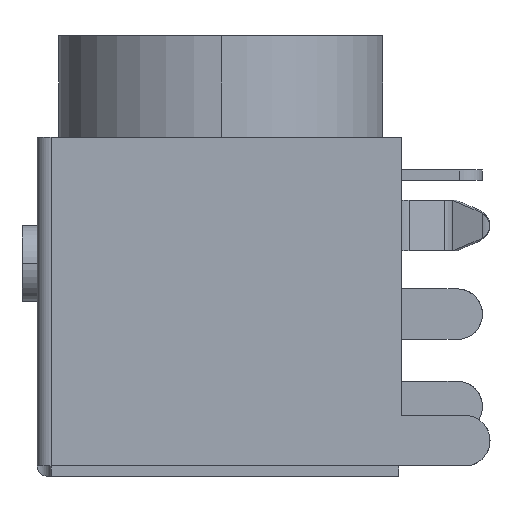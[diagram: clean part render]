
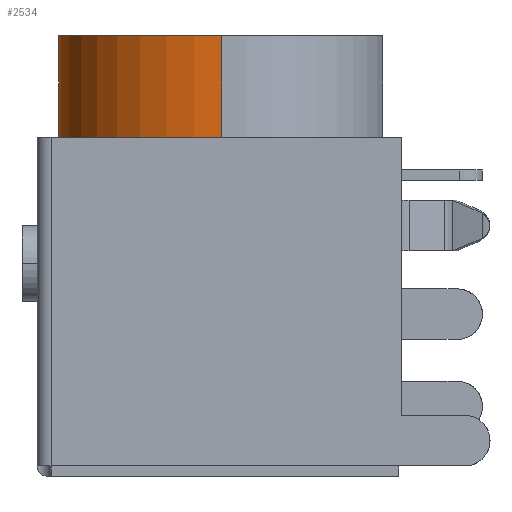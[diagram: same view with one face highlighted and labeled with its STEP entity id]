
A CAD part, left-side view. The second image highlights one B-rep face of the part: STEP entity #2534.
In plain terms, the highlighted face is a revolution surface.
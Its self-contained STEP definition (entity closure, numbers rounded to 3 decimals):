
#2534 = ADVANCED_FACE('',(#2535),#2549,.T.);
#2535 = FACE_BOUND('',#2536,.T.);
#2536 = EDGE_LOOP('',(#2537,#2562,#2578,#2593));
#2537 = ORIENTED_EDGE('',*,*,#2538,.F.);
#2538 = EDGE_CURVE('',#2539,#2541,#2543,.T.);
#2539 = VERTEX_POINT('',#2540);
#2540 = CARTESIAN_POINT('',(1.05,7.1,0.));
#2541 = VERTEX_POINT('',#2542);
#2542 = CARTESIAN_POINT('',(1.05,7.1,4.));
#2543 = SURFACE_CURVE('',#2544,(#2548),.PCURVE_S1.);
#2544 = LINE('',#2545,#2546);
#2545 = CARTESIAN_POINT('',(1.05,7.1,0.));
#2546 = VECTOR('',#2547,1.);
#2547 = DIRECTION('',(0.,0.,1.));
#2548 = PCURVE('',#2549,#2557);
#2549 = SURFACE_OF_REVOLUTION('',#2550,#2554);
#2550 = LINE('',#2551,#2552);
#2551 = CARTESIAN_POINT('',(1.05,7.1,4.));
#2552 = VECTOR('',#2553,1.);
#2553 = DIRECTION('',(0.,0.,-1.));
#2554 = AXIS1_PLACEMENT('',#2555,#2556);
#2555 = CARTESIAN_POINT('',(7.5,7.1,4.));
#2556 = DIRECTION('',(0.,0.,1.));
#2557 = DEFINITIONAL_REPRESENTATION('',(#2558),#2561);
#2558 = B_SPLINE_CURVE_WITH_KNOTS('',1,(#2559,#2560),.UNSPECIFIED.,.F.,
  .F.,(2,2),(0.,4.),.PIECEWISE_BEZIER_KNOTS.);
#2559 = CARTESIAN_POINT('',(6.283,4.));
#2560 = CARTESIAN_POINT('',(6.283,0.));
#2561 = ( GEOMETRIC_REPRESENTATION_CONTEXT(2) 
PARAMETRIC_REPRESENTATION_CONTEXT() REPRESENTATION_CONTEXT('2D SPACE',''
  ) );
#2562 = ORIENTED_EDGE('',*,*,#2563,.F.);
#2563 = EDGE_CURVE('',#2564,#2539,#2566,.T.);
#2564 = VERTEX_POINT('',#2565);
#2565 = CARTESIAN_POINT('',(13.95,7.1,0.));
#2566 = SURFACE_CURVE('',#2567,(#2572),.PCURVE_S1.);
#2567 = CIRCLE('',#2568,6.45);
#2568 = AXIS2_PLACEMENT_3D('',#2569,#2570,#2571);
#2569 = CARTESIAN_POINT('',(7.5,7.1,0.));
#2570 = DIRECTION('',(0.,0.,1.));
#2571 = DIRECTION('',(1.,0.,-0.));
#2572 = PCURVE('',#2549,#2573);
#2573 = DEFINITIONAL_REPRESENTATION('',(#2574),#2577);
#2574 = B_SPLINE_CURVE_WITH_KNOTS('',1,(#2575,#2576),.UNSPECIFIED.,.F.,
  .F.,(2,2),(0.,3.142),.PIECEWISE_BEZIER_KNOTS.);
#2575 = CARTESIAN_POINT('',(3.142,4.));
#2576 = CARTESIAN_POINT('',(6.283,4.));
#2577 = ( GEOMETRIC_REPRESENTATION_CONTEXT(2) 
PARAMETRIC_REPRESENTATION_CONTEXT() REPRESENTATION_CONTEXT('2D SPACE',''
  ) );
#2578 = ORIENTED_EDGE('',*,*,#2579,.F.);
#2579 = EDGE_CURVE('',#2580,#2564,#2582,.T.);
#2580 = VERTEX_POINT('',#2581);
#2581 = CARTESIAN_POINT('',(13.95,7.1,4.));
#2582 = SURFACE_CURVE('',#2583,(#2587),.PCURVE_S1.);
#2583 = LINE('',#2584,#2585);
#2584 = CARTESIAN_POINT('',(13.95,7.1,4.));
#2585 = VECTOR('',#2586,1.);
#2586 = DIRECTION('',(0.,0.,-1.));
#2587 = PCURVE('',#2549,#2588);
#2588 = DEFINITIONAL_REPRESENTATION('',(#2589),#2592);
#2589 = B_SPLINE_CURVE_WITH_KNOTS('',1,(#2590,#2591),.UNSPECIFIED.,.F.,
  .F.,(2,2),(0.,4.),.PIECEWISE_BEZIER_KNOTS.);
#2590 = CARTESIAN_POINT('',(3.142,0.));
#2591 = CARTESIAN_POINT('',(3.142,4.));
#2592 = ( GEOMETRIC_REPRESENTATION_CONTEXT(2) 
PARAMETRIC_REPRESENTATION_CONTEXT() REPRESENTATION_CONTEXT('2D SPACE',''
  ) );
#2593 = ORIENTED_EDGE('',*,*,#2594,.F.);
#2594 = EDGE_CURVE('',#2541,#2580,#2595,.T.);
#2595 = SURFACE_CURVE('',#2596,(#2601),.PCURVE_S1.);
#2596 = CIRCLE('',#2597,6.45);
#2597 = AXIS2_PLACEMENT_3D('',#2598,#2599,#2600);
#2598 = CARTESIAN_POINT('',(7.5,7.1,4.));
#2599 = DIRECTION('',(0.,0.,-1.));
#2600 = DIRECTION('',(-1.,0.,0.));
#2601 = PCURVE('',#2549,#2602);
#2602 = DEFINITIONAL_REPRESENTATION('',(#2603),#2606);
#2603 = B_SPLINE_CURVE_WITH_KNOTS('',1,(#2604,#2605),.UNSPECIFIED.,.F.,
  .F.,(2,2),(0.,3.142),.PIECEWISE_BEZIER_KNOTS.);
#2604 = CARTESIAN_POINT('',(6.283,0.));
#2605 = CARTESIAN_POINT('',(3.142,0.));
#2606 = ( GEOMETRIC_REPRESENTATION_CONTEXT(2) 
PARAMETRIC_REPRESENTATION_CONTEXT() REPRESENTATION_CONTEXT('2D SPACE',''
  ) );
